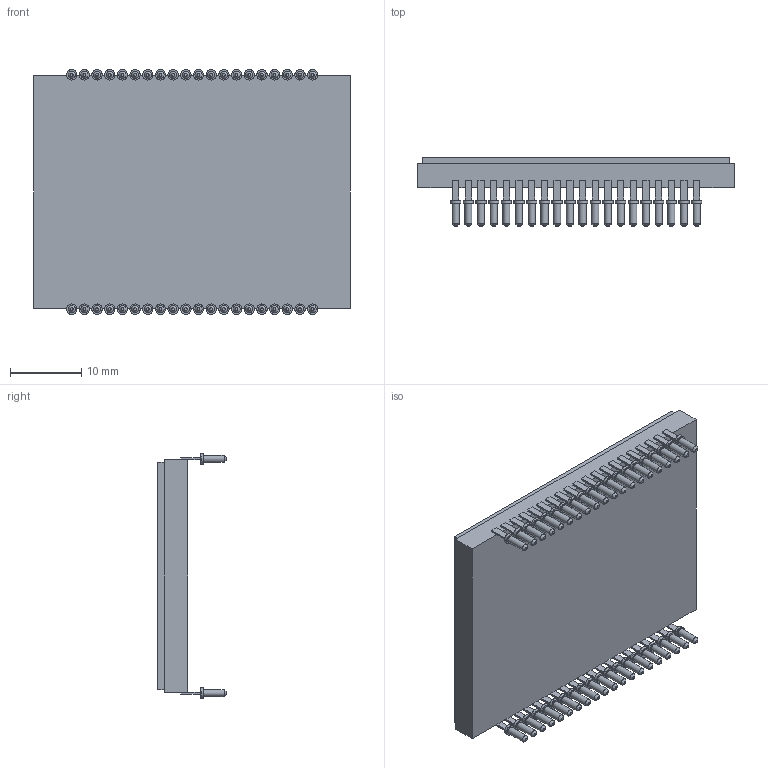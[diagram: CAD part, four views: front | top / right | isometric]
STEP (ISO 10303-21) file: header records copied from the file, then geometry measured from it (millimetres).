
FILE_DESCRIPTION(/* description */ (''),/* implementation_level */ '2;1');
FILE_NAME(/* name */ 'KAI11000.step',/* time_stamp */ '2022-05-05T20:34:01-05:00',/* author */ (''),/* organization */ (''),/* preprocessor_version */ 'ST-DEVELOPER v18.1',/* originating_system */ 'Autodesk Translation Framework v10.14.0.1471',/* authorisation */ '');
FILE_SCHEMA (('AUTOMOTIVE_DESIGN { 1 0 10303 214 3 1 1 }'));
Length unit declared in the file: millimetre
Products named in the file (1): KAI11000
Bounding box: 44.45 x 9.6 x 34.34 mm (x, y, z)
Volume: 6157.6 mm3; surface area: 4354.9 mm2
Topology: 1 solids, 1 shells, 691 faces, 1584 edges, 1016 vertices
Faces by surface type: plane 531, cylinder 120, cone 40
Full cylindrical faces by diameter (mm): 0.99 x40, 1.1 x40, 1.45 x40
Entity records: 19211 total; most frequent: CARTESIAN_POINT 3292, DIRECTION 3248, ORIENTED_EDGE 3168, EDGE_CURVE 1584, LINE 1304, VECTOR 1304, VERTEX_POINT 1016, AXIS2_PLACEMENT_3D 972
